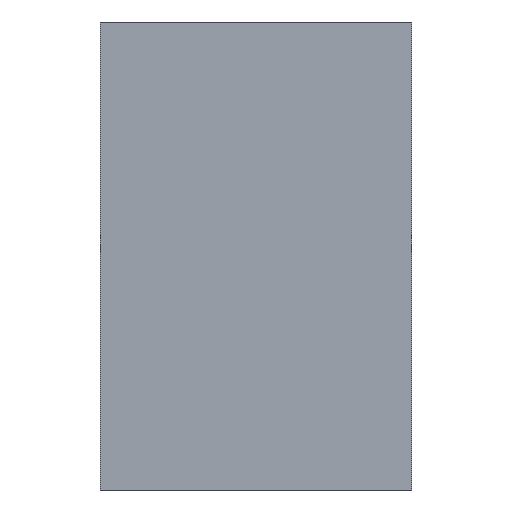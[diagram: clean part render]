
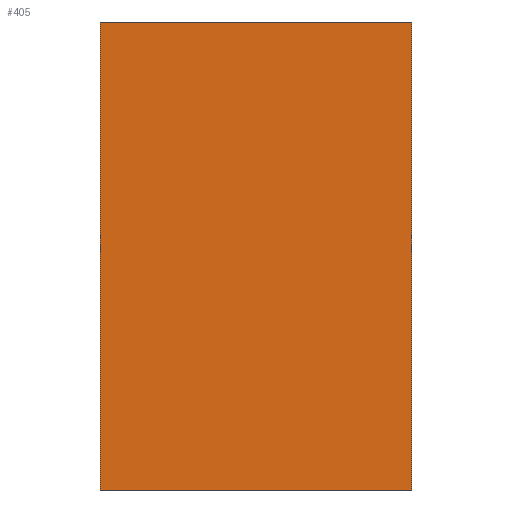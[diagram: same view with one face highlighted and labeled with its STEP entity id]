
A CAD part, front view. The second image highlights one B-rep face of the part: STEP entity #405.
In plain terms, the highlighted planar face has unit normal (0, -1, 0).
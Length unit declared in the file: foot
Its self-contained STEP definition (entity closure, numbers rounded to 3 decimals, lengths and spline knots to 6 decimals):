
#45=FACE_OUTER_BOUND('',#67,.T.);
#67=EDGE_LOOP('',(#353,#354,#355,#356));
#111=LINE('',#643,#161);
#117=LINE('',#653,#167);
#118=LINE('',#656,#168);
#119=LINE('',#657,#169);
#161=VECTOR('',#529,0.032808);
#167=VECTOR('',#537,0.032808);
#168=VECTOR('',#540,0.032808);
#169=VECTOR('',#541,0.032808);
#202=VERTEX_POINT('',#640);
#203=VERTEX_POINT('',#642);
#206=VERTEX_POINT('',#650);
#207=VERTEX_POINT('',#655);
#251=EDGE_CURVE('',#202,#203,#111,.T.);
#257=EDGE_CURVE('',#206,#203,#117,.T.);
#258=EDGE_CURVE('',#206,#207,#118,.T.);
#259=EDGE_CURVE('',#207,#202,#119,.T.);
#353=ORIENTED_EDGE('',*,*,#258,.F.);
#354=ORIENTED_EDGE('',*,*,#257,.T.);
#355=ORIENTED_EDGE('',*,*,#251,.F.);
#356=ORIENTED_EDGE('',*,*,#259,.F.);
#385=PLANE('',#444);
#405=ADVANCED_FACE('',(#45),#385,.T.);
#444=AXIS2_PLACEMENT_3D('',#654,#538,#539);
#529=DIRECTION('',(1.,0.,0.));
#537=DIRECTION('',(0.,0.,1.));
#538=DIRECTION('center_axis',(0.,-1.,0.));
#539=DIRECTION('ref_axis',(1.,0.,0.));
#540=DIRECTION('',(-1.,0.,0.));
#541=DIRECTION('',(0.,0.,1.));
#640=CARTESIAN_POINT('',(0.,-4.,3.));
#642=CARTESIAN_POINT('',(2.,-4.,3.));
#643=CARTESIAN_POINT('',(2.,-4.,3.));
#650=CARTESIAN_POINT('',(2.,-4.,0.));
#653=CARTESIAN_POINT('',(2.,-4.,0.));
#654=CARTESIAN_POINT('Origin',(0.,-4.,0.));
#655=CARTESIAN_POINT('',(0.,-4.,0.));
#656=CARTESIAN_POINT('',(2.,-4.,0.));
#657=CARTESIAN_POINT('',(0.,-4.,0.));
